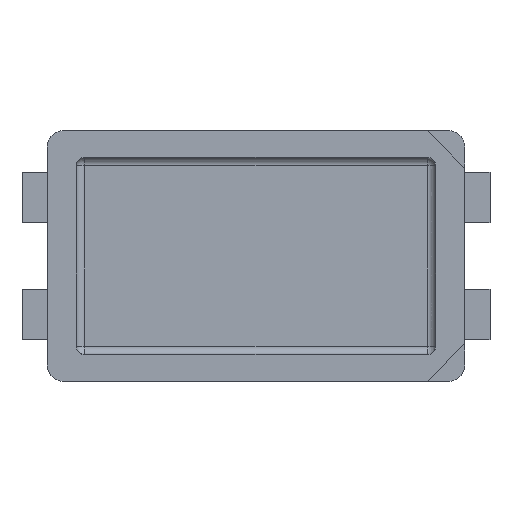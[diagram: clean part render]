
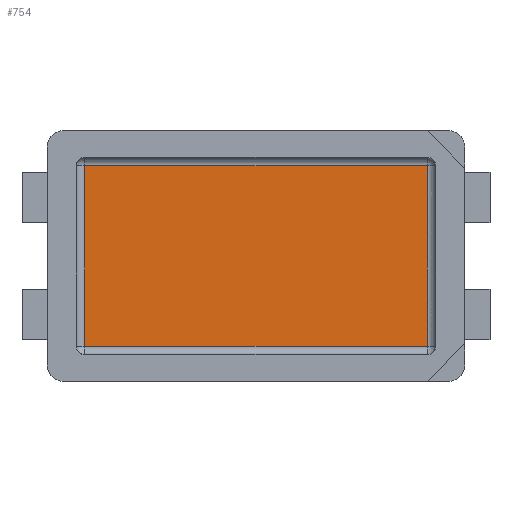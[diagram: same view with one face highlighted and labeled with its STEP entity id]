
A CAD part, top view. The second image highlights one B-rep face of the part: STEP entity #754.
In plain terms, the highlighted planar face has unit normal (0, 0, 1).
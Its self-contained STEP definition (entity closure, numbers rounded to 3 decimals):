
#715=CARTESIAN_POINT('',(0.,0.,0.6));
#716=DIRECTION('',(0.,0.,1.));
#717=DIRECTION('',(0.,1.,0.));
#718=AXIS2_PLACEMENT_3D('',#715,#716,#717);
#719=PLANE('',#718);
#720=CARTESIAN_POINT('',(0.45,0.42,0.6));
#721=VERTEX_POINT('',#720);
#722=CARTESIAN_POINT('',(4.55,0.42,0.6));
#723=VERTEX_POINT('',#722);
#724=CARTESIAN_POINT('',(0.45,0.42,0.6));
#725=DIRECTION('',(1.,0.,0.));
#726=VECTOR('',#725,4.1);
#727=LINE('',#724,#726);
#728=EDGE_CURVE('',#721,#723,#727,.T.);
#729=ORIENTED_EDGE('',*,*,#728,.T.);
#730=CARTESIAN_POINT('',(4.55,2.58,0.6));
#731=VERTEX_POINT('',#730);
#732=CARTESIAN_POINT('',(4.55,0.42,0.6));
#733=DIRECTION('',(-0.,1.,0.));
#734=VECTOR('',#733,2.16);
#735=LINE('',#732,#734);
#736=EDGE_CURVE('',#723,#731,#735,.T.);
#737=ORIENTED_EDGE('',*,*,#736,.T.);
#738=CARTESIAN_POINT('',(0.45,2.58,0.6));
#739=VERTEX_POINT('',#738);
#740=CARTESIAN_POINT('',(4.55,2.58,0.6));
#741=DIRECTION('',(-1.,-0.,0.));
#742=VECTOR('',#741,4.1);
#743=LINE('',#740,#742);
#744=EDGE_CURVE('',#731,#739,#743,.T.);
#745=ORIENTED_EDGE('',*,*,#744,.T.);
#746=CARTESIAN_POINT('',(0.45,2.58,0.6));
#747=DIRECTION('',(-0.,-1.,-0.));
#748=VECTOR('',#747,2.16);
#749=LINE('',#746,#748);
#750=EDGE_CURVE('',#739,#721,#749,.T.);
#751=ORIENTED_EDGE('',*,*,#750,.T.);
#752=EDGE_LOOP('',(#729,#737,#745,#751));
#753=FACE_BOUND('',#752,.T.);
#754=ADVANCED_FACE('',(#753),#719,.T.);
